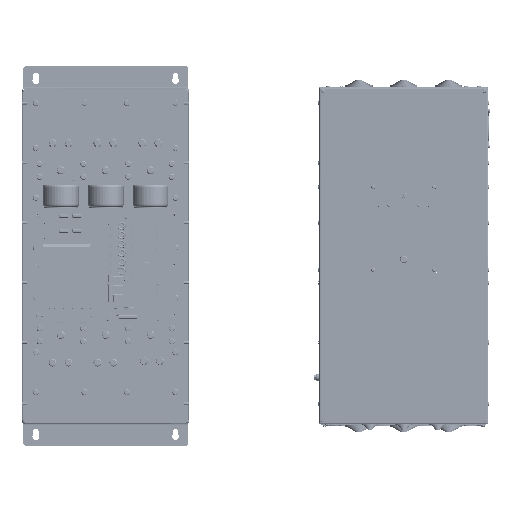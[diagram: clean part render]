
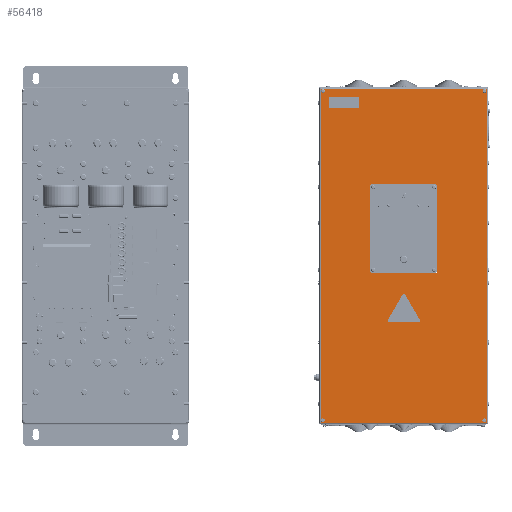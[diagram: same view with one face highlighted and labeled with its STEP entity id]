
A CAD part, top view. The second image highlights one B-rep face of the part: STEP entity #56418.
In plain terms, the highlighted planar face has unit normal (0, 0, 1).
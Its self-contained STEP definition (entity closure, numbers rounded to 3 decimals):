
#56418=ADVANCED_FACE('',(#98499,#98501,#98503,#98505,#98507,#98509),#98511,.T.);
#98499=FACE_BOUND('',#98500,.T.);
#98500=EDGE_LOOP('',(#154170,#154171,#154172,#154173));
#98501=FACE_BOUND('',#98502,.T.);
#98502=EDGE_LOOP('',(#154174,#154175,#154176,#154177,#154178,#154179,#154180,#154181));
#98503=FACE_BOUND('',#98504,.T.);
#98504=EDGE_LOOP('',(#154182));
#98505=FACE_BOUND('',#98506,.T.);
#98506=EDGE_LOOP('',(#154183));
#98507=FACE_BOUND('',#98508,.T.);
#98508=EDGE_LOOP('',(#154184));
#98509=FACE_BOUND('',#98510,.T.);
#98510=EDGE_LOOP('',(#154185));
#98511=PLANE('',#98512);
#98512=AXIS2_PLACEMENT_3D('',#98513,#98514,#98515);
#98513=CARTESIAN_POINT('',(765.896,537.519,332.952));
#98514=DIRECTION('',(0.,0.,1.));
#98515=DIRECTION('',(1.,0.,0.));
#154170=ORIENTED_EDGE('',*,*,#183558,.T.);
#154171=ORIENTED_EDGE('',*,*,#183559,.T.);
#154172=ORIENTED_EDGE('',*,*,#183560,.T.);
#154173=ORIENTED_EDGE('',*,*,#183561,.T.);
#154174=ORIENTED_EDGE('',*,*,#183562,.T.);
#154175=ORIENTED_EDGE('',*,*,#183563,.T.);
#154176=ORIENTED_EDGE('',*,*,#183564,.T.);
#154177=ORIENTED_EDGE('',*,*,#183565,.T.);
#154178=ORIENTED_EDGE('',*,*,#183566,.T.);
#154179=ORIENTED_EDGE('',*,*,#183567,.T.);
#154180=ORIENTED_EDGE('',*,*,#183568,.T.);
#154181=ORIENTED_EDGE('',*,*,#183569,.T.);
#154182=ORIENTED_EDGE('',*,*,#183570,.T.);
#154183=ORIENTED_EDGE('',*,*,#183571,.T.);
#154184=ORIENTED_EDGE('',*,*,#183572,.T.);
#154185=ORIENTED_EDGE('',*,*,#183573,.T.);
#183558=EDGE_CURVE('',#217754,#217755,#217756,.T.);
#183559=EDGE_CURVE('',#217755,#217757,#217758,.T.);
#183560=EDGE_CURVE('',#217757,#217759,#217760,.T.);
#183561=EDGE_CURVE('',#217759,#217754,#217761,.T.);
#183562=EDGE_CURVE('',#217762,#217763,#217764,.F.);
#183563=EDGE_CURVE('',#217763,#217765,#217766,.F.);
#183564=EDGE_CURVE('',#217765,#217767,#217768,.F.);
#183565=EDGE_CURVE('',#217767,#217769,#217770,.F.);
#183566=EDGE_CURVE('',#217769,#217771,#217772,.F.);
#183567=EDGE_CURVE('',#217771,#217773,#217774,.F.);
#183568=EDGE_CURVE('',#217773,#217775,#217776,.F.);
#183569=EDGE_CURVE('',#217775,#217762,#217777,.F.);
#183570=EDGE_CURVE('',#217778,#217778,#217779,.F.);
#183571=EDGE_CURVE('',#217780,#217780,#217781,.F.);
#183572=EDGE_CURVE('',#217782,#217782,#217783,.F.);
#183573=EDGE_CURVE('',#217784,#217784,#217785,.F.);
#217754=VERTEX_POINT('',#280593);
#217755=VERTEX_POINT('',#280594);
#217756=LINE('',#280595,#280596);
#217757=VERTEX_POINT('',#280598);
#217758=LINE('',#280599,#280600);
#217759=VERTEX_POINT('',#280602);
#217760=LINE('',#280603,#280604);
#217761=LINE('',#280606,#280607);
#217762=VERTEX_POINT('',#280609);
#217763=VERTEX_POINT('',#280610);
#217764=CIRCLE('',#280611,5.);
#217765=VERTEX_POINT('',#280615);
#217766=LINE('',#280616,#280617);
#217767=VERTEX_POINT('',#280619);
#217768=CIRCLE('',#280620,5.);
#217769=VERTEX_POINT('',#280624);
#217770=LINE('',#280625,#280626);
#217771=VERTEX_POINT('',#280628);
#217772=CIRCLE('',#280629,5.);
#217773=VERTEX_POINT('',#280633);
#217774=LINE('',#280634,#280635);
#217775=VERTEX_POINT('',#280637);
#217776=CIRCLE('',#280638,5.);
#217777=LINE('',#280642,#280643);
#217778=VERTEX_POINT('',#280645);
#217779=CIRCLE('',#280646,2.75);
#217780=VERTEX_POINT('',#280650);
#217781=CIRCLE('',#280651,2.75);
#217782=VERTEX_POINT('',#280655);
#217783=CIRCLE('',#280656,2.75);
#217784=VERTEX_POINT('',#280660);
#217785=CIRCLE('',#280661,2.75);
#280593=CARTESIAN_POINT('',(932.296,865.919,332.952));
#280594=CARTESIAN_POINT('',(599.496,865.919,332.952));
#280595=CARTESIAN_POINT('',(932.296,865.919,332.952));
#280596=VECTOR('',#280597,1.);
#280597=DIRECTION('',(-1.,0.,0.));
#280598=CARTESIAN_POINT('',(599.496,196.119,332.952));
#280599=CARTESIAN_POINT('',(599.496,865.919,332.952));
#280600=VECTOR('',#280601,1.);
#280601=DIRECTION('',(0.,-1.,0.));
#280602=CARTESIAN_POINT('',(932.296,196.119,332.952));
#280603=CARTESIAN_POINT('',(599.496,196.119,332.952));
#280604=VECTOR('',#280605,1.);
#280605=DIRECTION('',(1.,0.,0.));
#280606=CARTESIAN_POINT('',(932.296,196.119,332.952));
#280607=VECTOR('',#280608,1.);
#280608=DIRECTION('',(0.,1.,0.));
#280609=CARTESIAN_POINT('',(703.396,496.019,332.952));
#280610=CARTESIAN_POINT('',(698.396,501.019,332.952));
#280611=AXIS2_PLACEMENT_3D('',#280612,#280613,#280614);
#280612=CARTESIAN_POINT('',(703.396,501.019,332.952));
#280613=DIRECTION('',(0.,0.,1.));
#280614=DIRECTION('',(-1.,0.,0.));
#280615=CARTESIAN_POINT('',(698.396,670.019,332.952));
#280616=CARTESIAN_POINT('',(698.396,670.019,332.952));
#280617=VECTOR('',#280618,1.);
#280618=DIRECTION('',(0.,-1.,0.));
#280619=CARTESIAN_POINT('',(703.396,675.019,332.952));
#280620=AXIS2_PLACEMENT_3D('',#280621,#280622,#280623);
#280621=CARTESIAN_POINT('',(703.396,670.019,332.952));
#280622=DIRECTION('',(0.,0.,1.));
#280623=DIRECTION('',(0.,1.,0.));
#280624=CARTESIAN_POINT('',(828.396,675.019,332.952));
#280625=CARTESIAN_POINT('',(828.396,675.019,332.952));
#280626=VECTOR('',#280627,1.);
#280627=DIRECTION('',(-1.,0.,0.));
#280628=CARTESIAN_POINT('',(833.396,670.019,332.952));
#280629=AXIS2_PLACEMENT_3D('',#280630,#280631,#280632);
#280630=CARTESIAN_POINT('',(828.396,670.019,332.952));
#280631=DIRECTION('',(0.,0.,1.));
#280632=DIRECTION('',(1.,0.,0.));
#280633=CARTESIAN_POINT('',(833.396,501.019,332.952));
#280634=CARTESIAN_POINT('',(833.396,501.019,332.952));
#280635=VECTOR('',#280636,1.);
#280636=DIRECTION('',(0.,1.,0.));
#280637=CARTESIAN_POINT('',(828.396,496.019,332.952));
#280638=AXIS2_PLACEMENT_3D('',#280639,#280640,#280641);
#280639=CARTESIAN_POINT('',(828.396,501.019,332.952));
#280640=DIRECTION('',(0.,0.,1.));
#280641=DIRECTION('',(0.,-1.,0.));
#280642=CARTESIAN_POINT('',(703.396,496.019,332.952));
#280643=VECTOR('',#280644,1.);
#280644=DIRECTION('',(1.,0.,0.));
#280645=CARTESIAN_POINT('',(601.346,200.719,332.952));
#280646=AXIS2_PLACEMENT_3D('',#280647,#280648,#280649);
#280647=CARTESIAN_POINT('',(604.096,200.719,332.952));
#280648=DIRECTION('',(0.,0.,1.));
#280649=DIRECTION('',(-1.,0.,0.));
#280650=CARTESIAN_POINT('',(924.946,200.719,332.952));
#280651=AXIS2_PLACEMENT_3D('',#280652,#280653,#280654);
#280652=CARTESIAN_POINT('',(927.696,200.719,332.952));
#280653=DIRECTION('',(0.,0.,1.));
#280654=DIRECTION('',(-1.,0.,0.));
#280655=CARTESIAN_POINT('',(924.946,861.319,332.952));
#280656=AXIS2_PLACEMENT_3D('',#280657,#280658,#280659);
#280657=CARTESIAN_POINT('',(927.696,861.319,332.952));
#280658=DIRECTION('',(0.,0.,1.));
#280659=DIRECTION('',(-1.,0.,0.));
#280660=CARTESIAN_POINT('',(601.346,861.319,332.952));
#280661=AXIS2_PLACEMENT_3D('',#280662,#280663,#280664);
#280662=CARTESIAN_POINT('',(604.096,861.319,332.952));
#280663=DIRECTION('',(0.,0.,1.));
#280664=DIRECTION('',(-1.,0.,0.));
